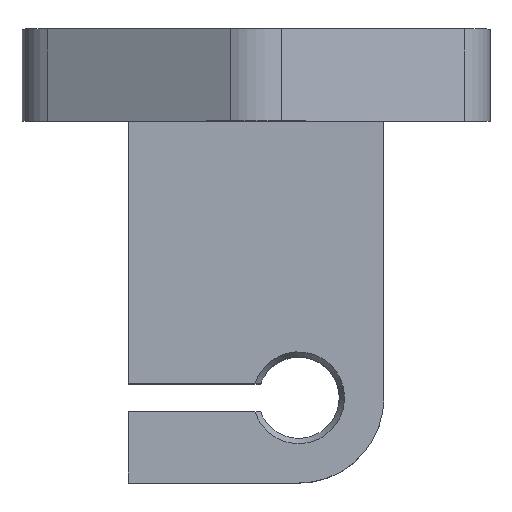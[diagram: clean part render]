
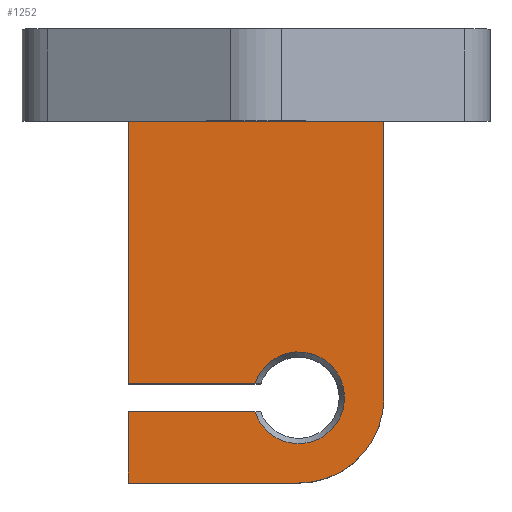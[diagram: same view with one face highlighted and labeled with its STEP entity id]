
A CAD part, top view. The second image highlights one B-rep face of the part: STEP entity #1252.
In plain terms, the highlighted planar face has unit normal (0, 0, 1).
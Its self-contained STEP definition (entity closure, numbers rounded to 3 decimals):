
#64=LINE('',#1744,#184);
#66=LINE('',#1753,#186);
#169=LINE('',#2057,#289);
#174=LINE('',#2068,#294);
#177=LINE('',#2077,#297);
#179=LINE('',#2080,#299);
#180=LINE('',#2082,#300);
#184=VECTOR('',#1382,13.754);
#186=VECTOR('',#1392,13.754);
#289=VECTOR('',#1689,27.75);
#294=VECTOR('',#1700,28.5);
#297=VECTOR('',#1709,18.5);
#299=VECTOR('',#1713,30.);
#300=VECTOR('',#1716,7.75);
#344=PLANE('',#1368);
#412=FACE_OUTER_BOUND('',#504,.T.);
#504=EDGE_LOOP('',(#1174,#1175,#1176,#1177,#1178,#1179,#1180,#1181,#1182));
#505=CIRCLE('',#1256,4.977);
#550=CIRCLE('',#1364,9.25);
#556=VERTEX_POINT('',#1722);
#557=VERTEX_POINT('',#1726);
#562=VERTEX_POINT('',#1742);
#565=VERTEX_POINT('',#1752);
#664=VERTEX_POINT('',#2050);
#666=VERTEX_POINT('',#2055);
#670=VERTEX_POINT('',#2070);
#671=VERTEX_POINT('',#2071);
#672=VERTEX_POINT('',#2076);
#674=EDGE_CURVE('',#556,#557,#505,.T.);
#681=EDGE_CURVE('',#556,#562,#64,.T.);
#685=EDGE_CURVE('',#565,#557,#66,.T.);
#829=EDGE_CURVE('',#664,#666,#169,.T.);
#835=EDGE_CURVE('',#666,#565,#174,.T.);
#836=EDGE_CURVE('',#670,#671,#550,.T.);
#839=EDGE_CURVE('',#672,#671,#177,.T.);
#841=EDGE_CURVE('',#670,#664,#179,.T.);
#842=EDGE_CURVE('',#562,#672,#180,.T.);
#1174=ORIENTED_EDGE('',*,*,#674,.F.);
#1175=ORIENTED_EDGE('',*,*,#681,.T.);
#1176=ORIENTED_EDGE('',*,*,#842,.T.);
#1177=ORIENTED_EDGE('',*,*,#839,.T.);
#1178=ORIENTED_EDGE('',*,*,#836,.F.);
#1179=ORIENTED_EDGE('',*,*,#841,.T.);
#1180=ORIENTED_EDGE('',*,*,#829,.T.);
#1181=ORIENTED_EDGE('',*,*,#835,.T.);
#1182=ORIENTED_EDGE('',*,*,#685,.T.);
#1252=ADVANCED_FACE('',(#412),#344,.T.);
#1256=AXIS2_PLACEMENT_3D('',#1727,#1373,#1374);
#1364=AXIS2_PLACEMENT_3D('',#2072,#1703,#1704);
#1368=AXIS2_PLACEMENT_3D('',#2083,#1717,#1718);
#1373=DIRECTION('center_axis',(0.,0.,1.));
#1374=DIRECTION('ref_axis',(0.94,0.341,0.));
#1382=DIRECTION('',(-1.,0.,0.));
#1392=DIRECTION('',(1.,0.,0.));
#1689=DIRECTION('',(-1.,0.,0.));
#1700=DIRECTION('',(0.,-1.,0.));
#1703=DIRECTION('center_axis',(0.,0.,-1.));
#1704=DIRECTION('ref_axis',(0.707,-0.707,0.));
#1709=DIRECTION('',(1.,0.,0.));
#1713=DIRECTION('',(0.,1.,0.));
#1716=DIRECTION('',(0.,-1.,0.));
#1717=DIRECTION('center_axis',(0.,0.,1.));
#1718=DIRECTION('ref_axis',(1.,0.,0.));
#1722=CARTESIAN_POINT('',(-0.121,-31.5,11.));
#1726=CARTESIAN_POINT('',(-0.121,-28.5,11.));
#1727=CARTESIAN_POINT('Origin',(4.625,-30.,11.));
#1742=CARTESIAN_POINT('',(-13.875,-31.5,11.));
#1744=CARTESIAN_POINT('',(0.244,-31.5,11.));
#1752=CARTESIAN_POINT('',(-13.875,-28.5,11.));
#1753=CARTESIAN_POINT('',(-6.938,-28.5,11.));
#2050=CARTESIAN_POINT('',(13.875,0.,11.));
#2055=CARTESIAN_POINT('',(-13.875,0.,11.));
#2057=CARTESIAN_POINT('',(-13.875,0.,11.));
#2068=CARTESIAN_POINT('',(-13.875,-39.25,11.));
#2070=CARTESIAN_POINT('',(13.875,-30.,11.));
#2071=CARTESIAN_POINT('',(4.625,-39.25,11.));
#2072=CARTESIAN_POINT('Origin',(4.625,-30.,11.));
#2076=CARTESIAN_POINT('',(-13.875,-39.25,11.));
#2077=CARTESIAN_POINT('',(13.875,-39.25,11.));
#2080=CARTESIAN_POINT('',(13.875,0.,11.));
#2082=CARTESIAN_POINT('',(-13.875,-39.25,11.));
#2083=CARTESIAN_POINT('Origin',(0.,-19.625,11.));
